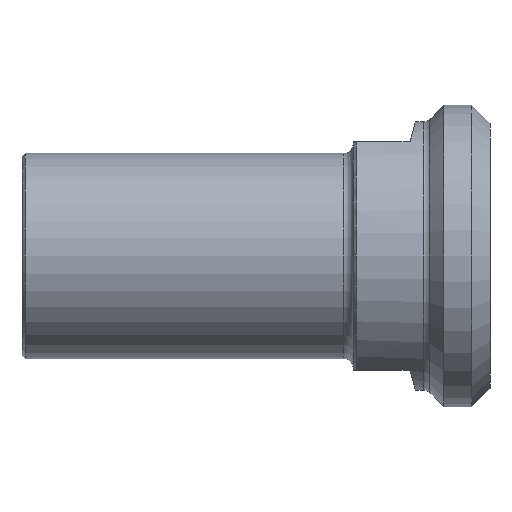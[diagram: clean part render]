
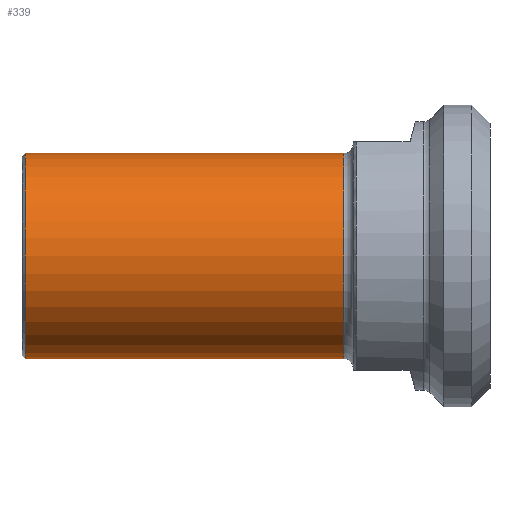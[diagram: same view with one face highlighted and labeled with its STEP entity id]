
A CAD part, front view. The second image highlights one B-rep face of the part: STEP entity #339.
In plain terms, the highlighted cylindrical face has radius 9 mm (diameter 18 mm), a full revolution.
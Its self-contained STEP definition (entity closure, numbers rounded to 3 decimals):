
#15=CYLINDRICAL_SURFACE('',#390,9.);
#37=CIRCLE('',#387,9.);
#39=CIRCLE('',#389,9.);
#40=CIRCLE('',#391,9.);
#41=CIRCLE('',#392,9.);
#68=FACE_OUTER_BOUND('',#89,.T.);
#89=EDGE_LOOP('',(#259,#260,#261,#262,#263,#264));
#111=LINE('',#595,#128);
#128=VECTOR('',#470,9.);
#155=VERTEX_POINT('',#588);
#156=VERTEX_POINT('',#589);
#157=VERTEX_POINT('',#594);
#158=VERTEX_POINT('',#596);
#194=EDGE_CURVE('',#155,#156,#37,.T.);
#196=EDGE_CURVE('',#156,#155,#39,.T.);
#197=EDGE_CURVE('',#155,#157,#111,.T.);
#198=EDGE_CURVE('',#158,#157,#40,.T.);
#199=EDGE_CURVE('',#157,#158,#41,.T.);
#259=ORIENTED_EDGE('',*,*,#194,.F.);
#260=ORIENTED_EDGE('',*,*,#197,.T.);
#261=ORIENTED_EDGE('',*,*,#198,.F.);
#262=ORIENTED_EDGE('',*,*,#199,.F.);
#263=ORIENTED_EDGE('',*,*,#197,.F.);
#264=ORIENTED_EDGE('',*,*,#196,.F.);
#339=ADVANCED_FACE('',(#68),#15,.T.);
#387=AXIS2_PLACEMENT_3D('',#590,#462,#463);
#389=AXIS2_PLACEMENT_3D('',#592,#466,#467);
#390=AXIS2_PLACEMENT_3D('',#593,#468,#469);
#391=AXIS2_PLACEMENT_3D('',#597,#471,#472);
#392=AXIS2_PLACEMENT_3D('',#598,#473,#474);
#462=DIRECTION('center_axis',(1.,0.,0.));
#463=DIRECTION('ref_axis',(0.,-1.,0.));
#466=DIRECTION('center_axis',(1.,0.,0.));
#467=DIRECTION('ref_axis',(0.,-1.,0.));
#468=DIRECTION('center_axis',(1.,0.,0.));
#469=DIRECTION('ref_axis',(0.,1.,0.));
#470=DIRECTION('',(-1.,0.,0.));
#471=DIRECTION('center_axis',(-1.,0.,0.));
#472=DIRECTION('ref_axis',(0.,-1.,0.));
#473=DIRECTION('center_axis',(-1.,0.,0.));
#474=DIRECTION('ref_axis',(0.,-1.,0.));
#588=CARTESIAN_POINT('',(-12.8,-9.,0.));
#589=CARTESIAN_POINT('',(-12.8,0.,9.));
#590=CARTESIAN_POINT('Origin',(-12.8,0.,0.));
#592=CARTESIAN_POINT('Origin',(-12.8,0.,0.));
#593=CARTESIAN_POINT('Origin',(-26.5,0.,0.));
#594=CARTESIAN_POINT('',(-40.7,-9.,0.));
#595=CARTESIAN_POINT('',(-26.5,-9.,0.));
#596=CARTESIAN_POINT('',(-40.7,9.,0.));
#597=CARTESIAN_POINT('Origin',(-40.7,0.,0.));
#598=CARTESIAN_POINT('Origin',(-40.7,0.,0.));
